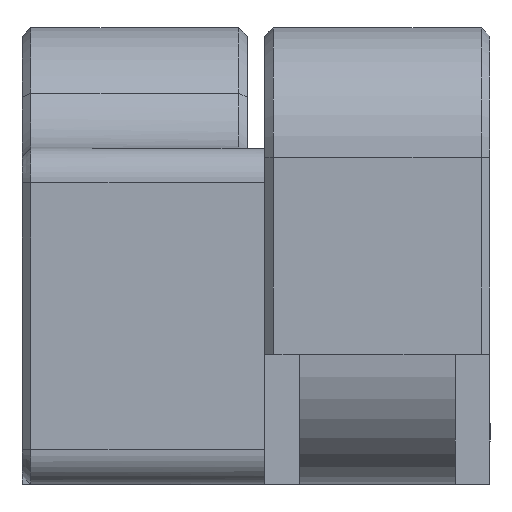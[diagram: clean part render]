
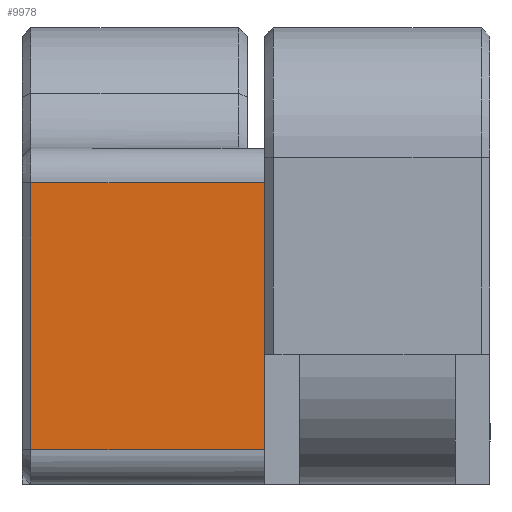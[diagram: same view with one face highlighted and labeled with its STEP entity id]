
A CAD part, left-side view. The second image highlights one B-rep face of the part: STEP entity #9978.
In plain terms, the highlighted planar face has unit normal (-1, 0, 0).
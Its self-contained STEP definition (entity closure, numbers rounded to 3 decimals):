
#5586 = PLANE('',#5587);
#5587 = AXIS2_PLACEMENT_3D('',#5588,#5589,#5590);
#5588 = CARTESIAN_POINT('',(-13.45,13.25,-5.47));
#5589 = DIRECTION('',(-0.707,0.707,0.));
#5590 = DIRECTION('',(0.,0.,1.));
#6579 = PLANE('',#6580);
#6580 = AXIS2_PLACEMENT_3D('',#6581,#6582,#6583);
#6581 = CARTESIAN_POINT('',(-22.2,-0.5,1.25));
#6582 = DIRECTION('',(0.,1.,0.));
#6583 = DIRECTION('',(0.,0.,1.));
#7383 = CYLINDRICAL_SURFACE('',#7384,2.);
#7384 = AXIS2_PLACEMENT_3D('',#7385,#7386,#7387);
#7385 = CARTESIAN_POINT('',(-11.7,0.,5.205));
#7386 = DIRECTION('',(0.,1.,0.));
#7387 = DIRECTION('',(-0.685,0.,0.728));
#7897 = VERTEX_POINT('',#7898);
#7898 = CARTESIAN_POINT('',(-13.7,13.,-10.19));
#7913 = CYLINDRICAL_SURFACE('',#7914,2.);
#7914 = AXIS2_PLACEMENT_3D('',#7915,#7916,#7917);
#7915 = CARTESIAN_POINT('',(-11.7,6.75,-10.19));
#7916 = DIRECTION('',(0.,1.,0.));
#7917 = DIRECTION('',(-0.707,0.,-0.707));
#7951 = EDGE_CURVE('',#7897,#7952,#7954,.T.);
#7952 = VERTEX_POINT('',#7953);
#7953 = CARTESIAN_POINT('',(-13.7,13.,5.205));
#7954 = SURFACE_CURVE('',#7955,(#7959,#7966),.PCURVE_S1.);
#7955 = LINE('',#7956,#7957);
#7956 = CARTESIAN_POINT('',(-13.7,13.,-5.47));
#7957 = VECTOR('',#7958,1.);
#7958 = DIRECTION('',(0.,0.,1.));
#7959 = PCURVE('',#5586,#7960);
#7960 = DEFINITIONAL_REPRESENTATION('',(#7961),#7965);
#7961 = LINE('',#7962,#7963);
#7962 = CARTESIAN_POINT('',(0.,-0.354));
#7963 = VECTOR('',#7964,1.);
#7964 = DIRECTION('',(1.,0.));
#7965 = ( GEOMETRIC_REPRESENTATION_CONTEXT(2) 
PARAMETRIC_REPRESENTATION_CONTEXT() REPRESENTATION_CONTEXT('2D SPACE',''
  ) );
#7966 = PCURVE('',#7967,#7972);
#7967 = PLANE('',#7968);
#7968 = AXIS2_PLACEMENT_3D('',#7969,#7970,#7971);
#7969 = CARTESIAN_POINT('',(-13.7,13.5,-12.19));
#7970 = DIRECTION('',(1.,0.,0.));
#7971 = DIRECTION('',(0.,0.,1.));
#7972 = DEFINITIONAL_REPRESENTATION('',(#7973),#7977);
#7973 = LINE('',#7974,#7975);
#7974 = CARTESIAN_POINT('',(6.72,0.5));
#7975 = VECTOR('',#7976,1.);
#7976 = DIRECTION('',(1.,0.));
#7977 = ( GEOMETRIC_REPRESENTATION_CONTEXT(2) 
PARAMETRIC_REPRESENTATION_CONTEXT() REPRESENTATION_CONTEXT('2D SPACE',''
  ) );
#9330 = VERTEX_POINT('',#9331);
#9331 = CARTESIAN_POINT('',(-13.7,-0.5,5.205));
#9357 = EDGE_CURVE('',#9358,#9330,#9360,.T.);
#9358 = VERTEX_POINT('',#9359);
#9359 = CARTESIAN_POINT('',(-13.7,-0.5,-10.19));
#9360 = SURFACE_CURVE('',#9361,(#9365,#9372),.PCURVE_S1.);
#9361 = LINE('',#9362,#9363);
#9362 = CARTESIAN_POINT('',(-13.7,-0.5,-5.47));
#9363 = VECTOR('',#9364,1.);
#9364 = DIRECTION('',(0.,0.,1.));
#9365 = PCURVE('',#6579,#9366);
#9366 = DEFINITIONAL_REPRESENTATION('',(#9367),#9371);
#9367 = LINE('',#9368,#9369);
#9368 = CARTESIAN_POINT('',(-6.72,8.5));
#9369 = VECTOR('',#9370,1.);
#9370 = DIRECTION('',(1.,0.));
#9371 = ( GEOMETRIC_REPRESENTATION_CONTEXT(2) 
PARAMETRIC_REPRESENTATION_CONTEXT() REPRESENTATION_CONTEXT('2D SPACE',''
  ) );
#9372 = PCURVE('',#7967,#9373);
#9373 = DEFINITIONAL_REPRESENTATION('',(#9374),#9378);
#9374 = LINE('',#9375,#9376);
#9375 = CARTESIAN_POINT('',(6.72,14.));
#9376 = VECTOR('',#9377,1.);
#9377 = DIRECTION('',(1.,0.));
#9378 = ( GEOMETRIC_REPRESENTATION_CONTEXT(2) 
PARAMETRIC_REPRESENTATION_CONTEXT() REPRESENTATION_CONTEXT('2D SPACE',''
  ) );
#9420 = EDGE_CURVE('',#7952,#9330,#9421,.T.);
#9421 = SURFACE_CURVE('',#9422,(#9426,#9433),.PCURVE_S1.);
#9422 = LINE('',#9423,#9424);
#9423 = CARTESIAN_POINT('',(-13.7,0.,5.205));
#9424 = VECTOR('',#9425,1.);
#9425 = DIRECTION('',(0.,-1.,0.));
#9426 = PCURVE('',#7383,#9427);
#9427 = DEFINITIONAL_REPRESENTATION('',(#9428),#9432);
#9428 = LINE('',#9429,#9430);
#9429 = CARTESIAN_POINT('',(5.468,0.));
#9430 = VECTOR('',#9431,1.);
#9431 = DIRECTION('',(0.,-1.));
#9432 = ( GEOMETRIC_REPRESENTATION_CONTEXT(2) 
PARAMETRIC_REPRESENTATION_CONTEXT() REPRESENTATION_CONTEXT('2D SPACE',''
  ) );
#9433 = PCURVE('',#7967,#9434);
#9434 = DEFINITIONAL_REPRESENTATION('',(#9435),#9439);
#9435 = LINE('',#9436,#9437);
#9436 = CARTESIAN_POINT('',(17.395,13.5));
#9437 = VECTOR('',#9438,1.);
#9438 = DIRECTION('',(0.,1.));
#9439 = ( GEOMETRIC_REPRESENTATION_CONTEXT(2) 
PARAMETRIC_REPRESENTATION_CONTEXT() REPRESENTATION_CONTEXT('2D SPACE',''
  ) );
#9958 = EDGE_CURVE('',#9358,#7897,#9959,.T.);
#9959 = SURFACE_CURVE('',#9960,(#9964,#9971),.PCURVE_S1.);
#9960 = LINE('',#9961,#9962);
#9961 = CARTESIAN_POINT('',(-13.7,6.75,-10.19));
#9962 = VECTOR('',#9963,1.);
#9963 = DIRECTION('',(0.,1.,0.));
#9964 = PCURVE('',#7913,#9965);
#9965 = DEFINITIONAL_REPRESENTATION('',(#9966),#9970);
#9966 = LINE('',#9967,#9968);
#9967 = CARTESIAN_POINT('',(7.069,0.));
#9968 = VECTOR('',#9969,1.);
#9969 = DIRECTION('',(0.,1.));
#9970 = ( GEOMETRIC_REPRESENTATION_CONTEXT(2) 
PARAMETRIC_REPRESENTATION_CONTEXT() REPRESENTATION_CONTEXT('2D SPACE',''
  ) );
#9971 = PCURVE('',#7967,#9972);
#9972 = DEFINITIONAL_REPRESENTATION('',(#9973),#9977);
#9973 = LINE('',#9974,#9975);
#9974 = CARTESIAN_POINT('',(2.,6.75));
#9975 = VECTOR('',#9976,1.);
#9976 = DIRECTION('',(0.,-1.));
#9977 = ( GEOMETRIC_REPRESENTATION_CONTEXT(2) 
PARAMETRIC_REPRESENTATION_CONTEXT() REPRESENTATION_CONTEXT('2D SPACE',''
  ) );
#9978 = ADVANCED_FACE('',(#9979),#7967,.F.);
#9979 = FACE_BOUND('',#9980,.T.);
#9980 = EDGE_LOOP('',(#9981,#9982,#9983,#9984));
#9981 = ORIENTED_EDGE('',*,*,#7951,.F.);
#9982 = ORIENTED_EDGE('',*,*,#9958,.F.);
#9983 = ORIENTED_EDGE('',*,*,#9357,.T.);
#9984 = ORIENTED_EDGE('',*,*,#9420,.F.);
